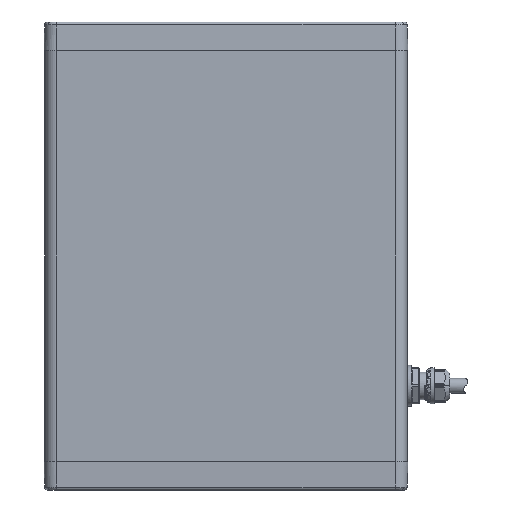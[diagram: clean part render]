
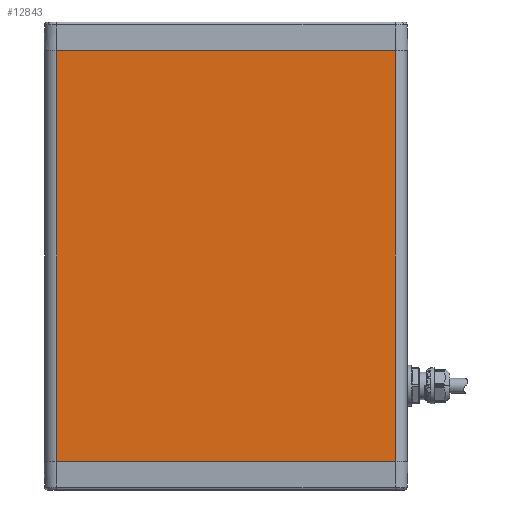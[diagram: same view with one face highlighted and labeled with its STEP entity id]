
A CAD part, front view. The second image highlights one B-rep face of the part: STEP entity #12843.
In plain terms, the highlighted planar face has unit normal (0, -1, 0).
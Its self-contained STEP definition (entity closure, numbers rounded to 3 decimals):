
#429 = CARTESIAN_POINT ( 'NONE',  ( 0.2, 0., 136. ) ) ;
#447 = DIRECTION ( 'NONE',  ( 0., 0., 1. ) ) ;
#620 = VERTEX_POINT ( 'NONE', #16200 ) ;
#2505 = CARTESIAN_POINT ( 'NONE',  ( 112., 0., 136. ) ) ;
#2785 = CARTESIAN_POINT ( 'NONE',  ( -112., 0., 136. ) ) ;
#3344 = FACE_OUTER_BOUND ( 'NONE', #20448, .T. ) ;
#3369 = EDGE_CURVE ( 'NONE', #620, #37359, #4226, .T. ) ;
#4226 = LINE ( 'NONE', #38651, #20179 ) ;
#7985 = VECTOR ( 'NONE', #12884, 1000. ) ;
#8434 = AXIS2_PLACEMENT_3D ( 'NONE', #15596, #15989, #31658 ) ;
#10234 = LINE ( 'NONE', #25525, #18428 ) ;
#10774 = DIRECTION ( 'NONE',  ( 1., 0., 0. ) ) ;
#11626 = VECTOR ( 'NONE', #23055, 1000. ) ;
#12843 = ADVANCED_FACE ( 'NONE', ( #3344 ), #25351, .F. ) ;
#12884 = DIRECTION ( 'NONE',  ( 1., 0., 0. ) ) ;
#13701 = CARTESIAN_POINT ( 'NONE',  ( -112., 0., 136. ) ) ;
#15596 = CARTESIAN_POINT ( 'NONE',  ( -120., 0., 136. ) ) ;
#15989 = DIRECTION ( 'NONE',  ( 0., 1., 0. ) ) ;
#16200 = CARTESIAN_POINT ( 'NONE',  ( -112., 0., -136. ) ) ;
#17873 = EDGE_CURVE ( 'NONE', #37359, #17994, #10234, .T. ) ;
#17994 = VERTEX_POINT ( 'NONE', #2505 ) ;
#18428 = VECTOR ( 'NONE', #447, 1000. ) ;
#20179 = VECTOR ( 'NONE', #10774, 1000. ) ;
#20448 = EDGE_LOOP ( 'NONE', ( #21252, #30424, #23788, #27565 ) ) ;
#21252 = ORIENTED_EDGE ( 'NONE', *, *, #3369, .T. ) ;
#21665 = LINE ( 'NONE', #429, #7985 ) ;
#23055 = DIRECTION ( 'NONE',  ( 0., 0., -1. ) ) ;
#23788 = ORIENTED_EDGE ( 'NONE', *, *, #40246, .F. ) ;
#25351 = PLANE ( 'NONE',  #8434 ) ;
#25525 = CARTESIAN_POINT ( 'NONE',  ( 112., 0., 136. ) ) ;
#27565 = ORIENTED_EDGE ( 'NONE', *, *, #34663, .T. ) ;
#29709 = VERTEX_POINT ( 'NONE', #2785 ) ;
#30424 = ORIENTED_EDGE ( 'NONE', *, *, #17873, .T. ) ;
#31658 = DIRECTION ( 'NONE',  ( -1., 0., 0. ) ) ;
#34663 = EDGE_CURVE ( 'NONE', #29709, #620, #38714, .T. ) ;
#37359 = VERTEX_POINT ( 'NONE', #40074 ) ;
#38651 = CARTESIAN_POINT ( 'NONE',  ( -120., 0., -136. ) ) ;
#38714 = LINE ( 'NONE', #13701, #11626 ) ;
#40074 = CARTESIAN_POINT ( 'NONE',  ( 112., 0., -136. ) ) ;
#40246 = EDGE_CURVE ( 'NONE', #29709, #17994, #21665, .T. ) ;
